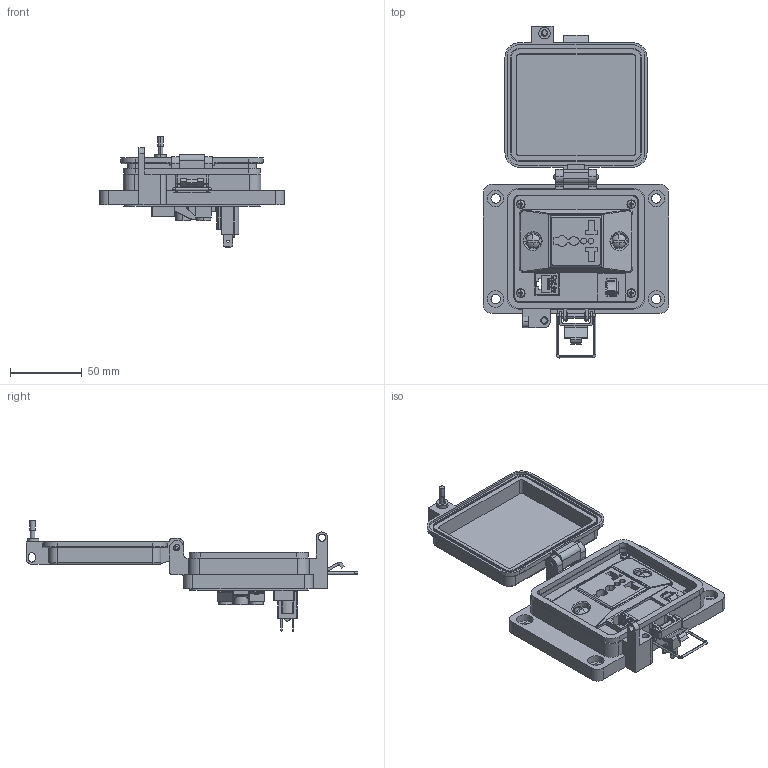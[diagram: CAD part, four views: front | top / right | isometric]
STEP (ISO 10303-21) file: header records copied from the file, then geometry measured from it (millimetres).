
FILE_DESCRIPTION (( 'STEP AP203' ), '1' );
FILE_NAME ('P-R2-K3RUV3_3D.STEP', '2018-05-30T20:08:12', ( '' ), ( '' ), 'SwSTEP 2.0', 'SolidWorks 2017', '' );
FILE_SCHEMA (( 'CONFIG_CONTROL_DESIGN' ));
Length unit declared in the file: millimetre
Products named in the file (16): RUV; Z-CB-SM; Z-H-K3_B; CBX; -K3; P-R2-K3RUV3_BP180_1; Z-300-RJ45CAT5; P-R2-K3RUV3_FP060_1; R2; M3PH_14M3; Z-200-OTLT-RUV_bezel; Z-002-8321132HN_90675A009; Z-200-OTLT-RUV_outlet; Z-000-83212TH_90271A194; Z-200-OTLT-RUV; P-R2-K3RUV3_3D
Assembly tree (20 placements, depth 4):
  P-R2-K3RUV3_3D
    -K3
      Z-H-K3_B
    R2
      Z-300-RJ45CAT5
    RUV
      Z-200-OTLT-RUV
        Z-200-OTLT-RUV_bezel
        Z-200-OTLT-RUV_outlet
    CBX
      Z-CB-SM
    P-R2-K3RUV3_BP180_1
    P-R2-K3RUV3_FP060_1
    M3PH_14M3  x4
    Z-002-8321132HN_90675A009  x2
    Z-000-83212TH_90271A194  x2
Bounding box: 129 x 231.28 x 77.64 mm (x, y, z)
Volume: 202191.6 mm3; surface area: 124238 mm2
Topology: 24 solids, 24 shells, 2292 faces, 6334 edges, 4165 vertices
Faces by surface type: cylinder 1071, plane 829, bspline 224, cone 104, torus 38, sphere 26
Entity records: 66890 total; most frequent: CARTESIAN_POINT 25930, ORIENTED_EDGE 8792, DIRECTION 7292, EDGE_CURVE 4396, VERTEX_POINT 2884, LINE 2578, VECTOR 2578, AXIS2_PLACEMENT_3D 2357
